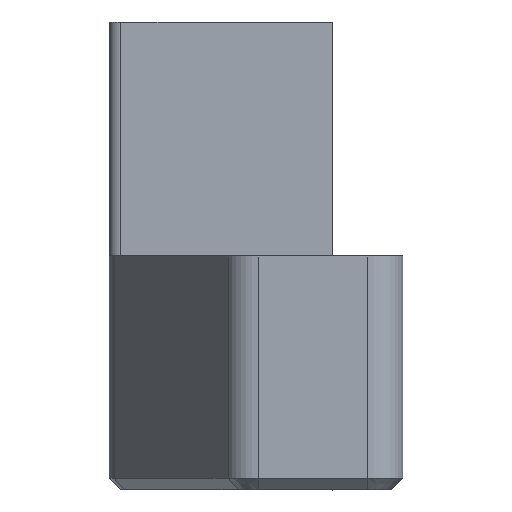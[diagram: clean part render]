
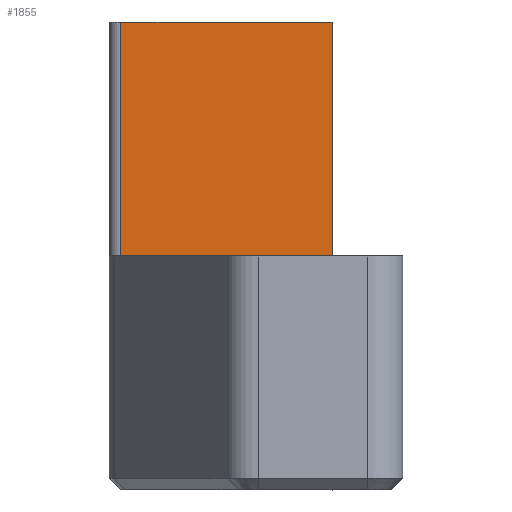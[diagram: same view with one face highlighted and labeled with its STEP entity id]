
A CAD part, front view. The second image highlights one B-rep face of the part: STEP entity #1855.
In plain terms, the highlighted planar face has unit normal (0, -1, 0).
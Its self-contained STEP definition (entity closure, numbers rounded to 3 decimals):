
#128 = PLANE('',#129);
#129 = AXIS2_PLACEMENT_3D('',#130,#131,#132);
#130 = CARTESIAN_POINT('',(41.3,11.512,83.94));
#131 = DIRECTION('',(0.,0.,1.));
#132 = DIRECTION('',(0.,-1.,0.));
#179 = CYLINDRICAL_SURFACE('',#180,1.);
#180 = AXIS2_PLACEMENT_3D('',#181,#182,#183);
#181 = CARTESIAN_POINT('',(17.2,12.512,83.94));
#182 = DIRECTION('',(0.,0.,1.));
#183 = DIRECTION('',(-1.,0.,0.));
#205 = PLANE('',#206);
#206 = AXIS2_PLACEMENT_3D('',#207,#208,#209);
#207 = CARTESIAN_POINT('',(31.054,24.506,103.94));
#208 = DIRECTION('',(0.,0.,-1.));
#209 = DIRECTION('',(0.,-1.,0.));
#501 = VERTEX_POINT('',#502);
#502 = CARTESIAN_POINT('',(35.3,11.512,103.94));
#516 = PLANE('',#517);
#517 = AXIS2_PLACEMENT_3D('',#518,#519,#520);
#518 = CARTESIAN_POINT('',(41.3,1.512,103.94));
#519 = DIRECTION('',(0.857,0.514,0.));
#520 = DIRECTION('',(-0.514,0.857,0.));
#528 = EDGE_CURVE('',#501,#529,#531,.T.);
#529 = VERTEX_POINT('',#530);
#530 = CARTESIAN_POINT('',(17.2,11.512,103.94));
#531 = SURFACE_CURVE('',#532,(#536,#543),.PCURVE_S1.);
#532 = LINE('',#533,#534);
#533 = CARTESIAN_POINT('',(41.3,11.512,103.94));
#534 = VECTOR('',#535,1.);
#535 = DIRECTION('',(-1.,0.,0.));
#536 = PCURVE('',#205,#537);
#537 = DEFINITIONAL_REPRESENTATION('',(#538),#542);
#538 = LINE('',#539,#540);
#539 = CARTESIAN_POINT('',(12.994,-10.246));
#540 = VECTOR('',#541,1.);
#541 = DIRECTION('',(0.,1.));
#542 = ( GEOMETRIC_REPRESENTATION_CONTEXT(2) 
PARAMETRIC_REPRESENTATION_CONTEXT() REPRESENTATION_CONTEXT('2D SPACE',''
  ) );
#543 = PCURVE('',#544,#549);
#544 = PLANE('',#545);
#545 = AXIS2_PLACEMENT_3D('',#546,#547,#548);
#546 = CARTESIAN_POINT('',(41.3,11.512,103.94));
#547 = DIRECTION('',(0.,-1.,0.));
#548 = DIRECTION('',(0.,0.,-1.));
#549 = DEFINITIONAL_REPRESENTATION('',(#550),#554);
#550 = LINE('',#551,#552);
#551 = CARTESIAN_POINT('',(0.,0.));
#552 = VECTOR('',#553,1.);
#553 = DIRECTION('',(0.,-1.));
#554 = ( GEOMETRIC_REPRESENTATION_CONTEXT(2) 
PARAMETRIC_REPRESENTATION_CONTEXT() REPRESENTATION_CONTEXT('2D SPACE',''
  ) );
#668 = VERTEX_POINT('',#669);
#669 = CARTESIAN_POINT('',(17.2,11.512,83.94));
#691 = EDGE_CURVE('',#668,#529,#692,.T.);
#692 = SURFACE_CURVE('',#693,(#697,#704),.PCURVE_S1.);
#693 = LINE('',#694,#695);
#694 = CARTESIAN_POINT('',(17.2,11.512,83.94));
#695 = VECTOR('',#696,1.);
#696 = DIRECTION('',(0.,0.,1.));
#697 = PCURVE('',#179,#698);
#698 = DEFINITIONAL_REPRESENTATION('',(#699),#703);
#699 = LINE('',#700,#701);
#700 = CARTESIAN_POINT('',(1.571,0.));
#701 = VECTOR('',#702,1.);
#702 = DIRECTION('',(0.,1.));
#703 = ( GEOMETRIC_REPRESENTATION_CONTEXT(2) 
PARAMETRIC_REPRESENTATION_CONTEXT() REPRESENTATION_CONTEXT('2D SPACE',''
  ) );
#704 = PCURVE('',#544,#705);
#705 = DEFINITIONAL_REPRESENTATION('',(#706),#710);
#706 = LINE('',#707,#708);
#707 = CARTESIAN_POINT('',(20.,-24.1));
#708 = VECTOR('',#709,1.);
#709 = DIRECTION('',(-1.,0.));
#710 = ( GEOMETRIC_REPRESENTATION_CONTEXT(2) 
PARAMETRIC_REPRESENTATION_CONTEXT() REPRESENTATION_CONTEXT('2D SPACE',''
  ) );
#748 = EDGE_CURVE('',#749,#668,#751,.T.);
#749 = VERTEX_POINT('',#750);
#750 = CARTESIAN_POINT('',(35.3,11.512,83.94));
#751 = SURFACE_CURVE('',#752,(#756,#763),.PCURVE_S1.);
#752 = LINE('',#753,#754);
#753 = CARTESIAN_POINT('',(41.3,11.512,83.94));
#754 = VECTOR('',#755,1.);
#755 = DIRECTION('',(-1.,0.,0.));
#756 = PCURVE('',#128,#757);
#757 = DEFINITIONAL_REPRESENTATION('',(#758),#762);
#758 = LINE('',#759,#760);
#759 = CARTESIAN_POINT('',(0.,0.));
#760 = VECTOR('',#761,1.);
#761 = DIRECTION('',(0.,-1.));
#762 = ( GEOMETRIC_REPRESENTATION_CONTEXT(2) 
PARAMETRIC_REPRESENTATION_CONTEXT() REPRESENTATION_CONTEXT('2D SPACE',''
  ) );
#763 = PCURVE('',#544,#764);
#764 = DEFINITIONAL_REPRESENTATION('',(#765),#769);
#765 = LINE('',#766,#767);
#766 = CARTESIAN_POINT('',(20.,0.));
#767 = VECTOR('',#768,1.);
#768 = DIRECTION('',(0.,-1.));
#769 = ( GEOMETRIC_REPRESENTATION_CONTEXT(2) 
PARAMETRIC_REPRESENTATION_CONTEXT() REPRESENTATION_CONTEXT('2D SPACE',''
  ) );
#1855 = ADVANCED_FACE('',(#1856),#544,.T.);
#1856 = FACE_BOUND('',#1857,.T.);
#1857 = EDGE_LOOP('',(#1858,#1859,#1880,#1881));
#1858 = ORIENTED_EDGE('',*,*,#748,.F.);
#1859 = ORIENTED_EDGE('',*,*,#1860,.T.);
#1860 = EDGE_CURVE('',#749,#501,#1861,.T.);
#1861 = SURFACE_CURVE('',#1862,(#1866,#1873),.PCURVE_S1.);
#1862 = LINE('',#1863,#1864);
#1863 = CARTESIAN_POINT('',(35.3,11.512,63.94));
#1864 = VECTOR('',#1865,1.);
#1865 = DIRECTION('',(0.,0.,1.));
#1866 = PCURVE('',#544,#1867);
#1867 = DEFINITIONAL_REPRESENTATION('',(#1868),#1872);
#1868 = LINE('',#1869,#1870);
#1869 = CARTESIAN_POINT('',(40.,-6.));
#1870 = VECTOR('',#1871,1.);
#1871 = DIRECTION('',(-1.,0.));
#1872 = ( GEOMETRIC_REPRESENTATION_CONTEXT(2) 
PARAMETRIC_REPRESENTATION_CONTEXT() REPRESENTATION_CONTEXT('2D SPACE',''
  ) );
#1873 = PCURVE('',#516,#1874);
#1874 = DEFINITIONAL_REPRESENTATION('',(#1875),#1879);
#1875 = LINE('',#1876,#1877);
#1876 = CARTESIAN_POINT('',(11.662,-40.));
#1877 = VECTOR('',#1878,1.);
#1878 = DIRECTION('',(0.,1.));
#1879 = ( GEOMETRIC_REPRESENTATION_CONTEXT(2) 
PARAMETRIC_REPRESENTATION_CONTEXT() REPRESENTATION_CONTEXT('2D SPACE',''
  ) );
#1880 = ORIENTED_EDGE('',*,*,#528,.T.);
#1881 = ORIENTED_EDGE('',*,*,#691,.F.);
